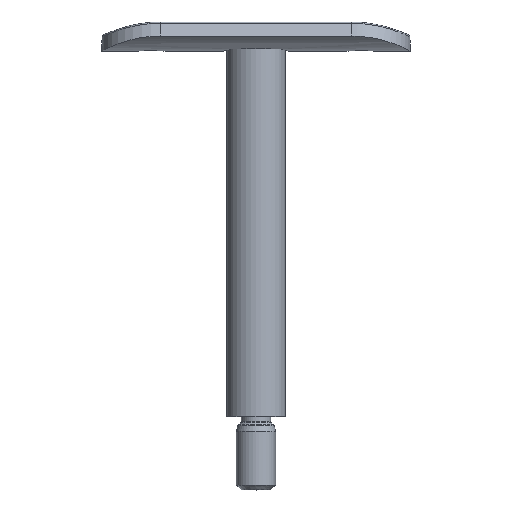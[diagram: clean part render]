
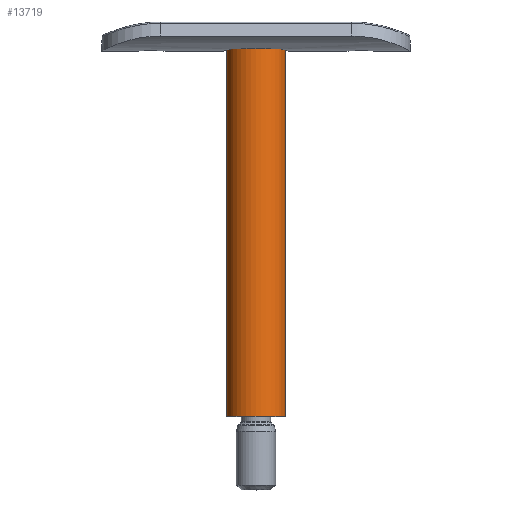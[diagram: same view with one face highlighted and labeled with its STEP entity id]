
A CAD part, top view. The second image highlights one B-rep face of the part: STEP entity #13719.
In plain terms, the highlighted cylindrical face has radius 6 mm (diameter 12 mm), a full revolution.
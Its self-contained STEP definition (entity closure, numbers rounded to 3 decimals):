
#79 = CARTESIAN_POINT ( 'NONE',  ( 0., 0., 0. ) ) ;
#700 = DIRECTION ( 'NONE',  ( 0., -1., 0. ) ) ;
#858 = CARTESIAN_POINT ( 'NONE',  ( 0., 75., 0. ) ) ;
#917 = CARTESIAN_POINT ( 'NONE',  ( 0., 0., 0. ) ) ;
#1457 = VERTEX_POINT ( 'NONE', #7858 ) ;
#1522 = CIRCLE ( 'NONE', #10319, 6. ) ;
#1755 = EDGE_LOOP ( 'NONE', ( #4585 ) ) ;
#2686 = EDGE_CURVE ( 'NONE', #1457, #1457, #1522, .T. ) ;
#3241 = DIRECTION ( 'NONE',  ( 0., 0., -1. ) ) ;
#3275 = CIRCLE ( 'NONE', #11520, 6. ) ;
#3504 = AXIS2_PLACEMENT_3D ( 'NONE', #79, #15004, #9197 ) ;
#4585 = ORIENTED_EDGE ( 'NONE', *, *, #9246, .T. ) ;
#5153 = ORIENTED_EDGE ( 'NONE', *, *, #2686, .F. ) ;
#7858 = CARTESIAN_POINT ( 'NONE',  ( 0., 0., -6. ) ) ;
#8381 = FACE_OUTER_BOUND ( 'NONE', #12679, .T. ) ;
#8980 = CARTESIAN_POINT ( 'NONE',  ( 0., 75., -6. ) ) ;
#9104 = CYLINDRICAL_SURFACE ( 'NONE', #3504, 6. ) ;
#9197 = DIRECTION ( 'NONE',  ( 0., 0., -1. ) ) ;
#9246 = EDGE_CURVE ( 'NONE', #9796, #9796, #3275, .T. ) ;
#9796 = VERTEX_POINT ( 'NONE', #8980 ) ;
#10193 = DIRECTION ( 'NONE',  ( 0., -1., 0. ) ) ;
#10319 = AXIS2_PLACEMENT_3D ( 'NONE', #917, #10193, #3241 ) ;
#11520 = AXIS2_PLACEMENT_3D ( 'NONE', #858, #700, #13483 ) ;
#12679 = EDGE_LOOP ( 'NONE', ( #5153 ) ) ;
#13483 = DIRECTION ( 'NONE',  ( 0., 0., -1. ) ) ;
#13719 = ADVANCED_FACE ( 'NONE', ( #14554, #8381 ), #9104, .T. ) ;
#14554 = FACE_OUTER_BOUND ( 'NONE', #1755, .T. ) ;
#15004 = DIRECTION ( 'NONE',  ( 0., -1., 0. ) ) ;
